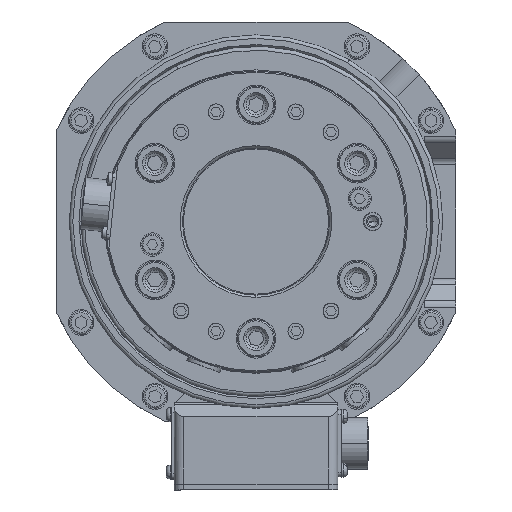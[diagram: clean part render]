
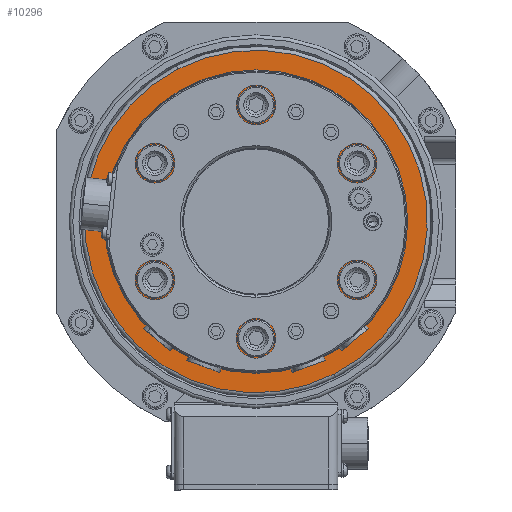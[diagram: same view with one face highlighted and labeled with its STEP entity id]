
A CAD part, front view. The second image highlights one B-rep face of the part: STEP entity #10296.
In plain terms, the highlighted planar face has unit normal (0, -1, 0).
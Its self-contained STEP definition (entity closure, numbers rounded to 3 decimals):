
#6659 = CIRCLE ( 'NONE', #41439, 73.4 ) ;
#7860 = AXIS2_PLACEMENT_3D ( 'NONE', #47650, #13447, #39593 ) ;
#10296 = ADVANCED_FACE ( 'NONE', ( #98737 ), #99412, .T. ) ;
#12265 = VERTEX_POINT ( 'NONE', #79721 ) ;
#13447 = DIRECTION ( 'NONE',  ( 0., 1., 0. ) ) ;
#23934 = AXIS2_PLACEMENT_3D ( 'NONE', #49051, #107869, #57509 ) ;
#35241 = ORIENTED_EDGE ( 'NONE', *, *, #65045, .F. ) ;
#39593 = DIRECTION ( 'NONE',  ( 0.456, 0., -0.89 ) ) ;
#41439 = AXIS2_PLACEMENT_3D ( 'NONE', #53348, #104802, #97062 ) ;
#47650 = CARTESIAN_POINT ( 'NONE',  ( 0., -78.15, 0. ) ) ;
#47985 = ORIENTED_EDGE ( 'NONE', *, *, #71142, .F. ) ;
#49051 = CARTESIAN_POINT ( 'NONE',  ( -65.332, -78.15, -33.455 ) ) ;
#50499 = CIRCLE ( 'NONE', #7860, 73.4 ) ;
#53348 = CARTESIAN_POINT ( 'NONE',  ( 0., -78.15, 0. ) ) ;
#57509 = DIRECTION ( 'NONE',  ( -0.456, 0., 0.89 ) ) ;
#65045 = EDGE_CURVE ( 'NONE', #74884, #12265, #50499, .T. ) ;
#71142 = EDGE_CURVE ( 'NONE', #12265, #74884, #6659, .T. ) ;
#74884 = VERTEX_POINT ( 'NONE', #97620 ) ;
#79721 = CARTESIAN_POINT ( 'NONE',  ( 33.455, -78.15, -65.332 ) ) ;
#88594 = EDGE_LOOP ( 'NONE', ( #47985, #35241 ) ) ;
#97062 = DIRECTION ( 'NONE',  ( 0.456, 0., -0.89 ) ) ;
#97620 = CARTESIAN_POINT ( 'NONE',  ( -33.455, -78.15, 65.332 ) ) ;
#98737 = FACE_OUTER_BOUND ( 'NONE', #88594, .T. ) ;
#99412 = PLANE ( 'NONE',  #23934 ) ;
#104802 = DIRECTION ( 'NONE',  ( 0., 1., 0. ) ) ;
#107869 = DIRECTION ( 'NONE',  ( 0., -1., 0. ) ) ;
